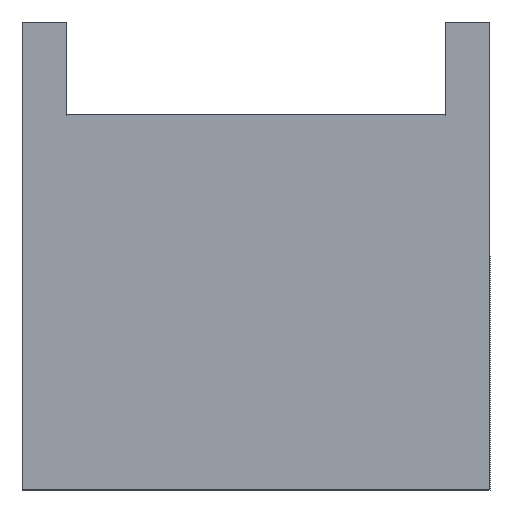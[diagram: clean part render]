
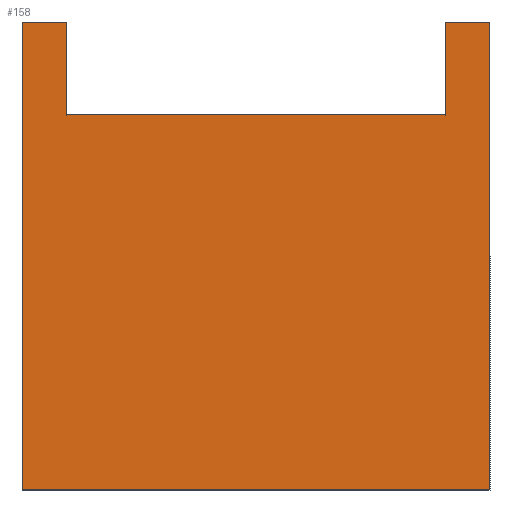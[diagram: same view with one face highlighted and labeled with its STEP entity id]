
A CAD part, left-side view. The second image highlights one B-rep face of the part: STEP entity #158.
In plain terms, the highlighted planar face has unit normal (-1, 0, 0).
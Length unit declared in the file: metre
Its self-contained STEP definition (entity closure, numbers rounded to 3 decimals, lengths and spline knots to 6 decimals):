
#12=ORIENTED_EDGE('',*,*,#54,.T.);
#13=ORIENTED_EDGE('',*,*,#55,.T.);
#14=ORIENTED_EDGE('',*,*,#56,.F.);
#15=ORIENTED_EDGE('',*,*,#57,.F.);
#16=ORIENTED_EDGE('',*,*,#58,.T.);
#17=ORIENTED_EDGE('',*,*,#59,.T.);
#18=ORIENTED_EDGE('',*,*,#60,.F.);
#19=ORIENTED_EDGE('',*,*,#61,.F.);
#54=EDGE_CURVE('',#75,#76,#89,.T.);
#55=EDGE_CURVE('',#76,#77,#90,.T.);
#56=EDGE_CURVE('',#78,#77,#91,.T.);
#57=EDGE_CURVE('',#79,#78,#92,.T.);
#58=EDGE_CURVE('',#79,#80,#93,.T.);
#59=EDGE_CURVE('',#80,#81,#94,.T.);
#60=EDGE_CURVE('',#82,#81,#95,.T.);
#61=EDGE_CURVE('',#75,#82,#96,.T.);
#75=VERTEX_POINT('',#233);
#76=VERTEX_POINT('',#234);
#77=VERTEX_POINT('',#236);
#78=VERTEX_POINT('',#238);
#79=VERTEX_POINT('',#240);
#80=VERTEX_POINT('',#242);
#81=VERTEX_POINT('',#244);
#82=VERTEX_POINT('',#246);
#89=LINE('',#232,#110);
#90=LINE('',#235,#111);
#91=LINE('',#237,#112);
#92=LINE('',#239,#113);
#93=LINE('',#241,#114);
#94=LINE('',#243,#115);
#95=LINE('',#245,#116);
#96=LINE('',#247,#117);
#110=VECTOR('',#193,1.);
#111=VECTOR('',#194,1.);
#112=VECTOR('',#195,1.);
#113=VECTOR('',#196,1.);
#114=VECTOR('',#197,1.);
#115=VECTOR('',#198,1.);
#116=VECTOR('',#199,1.);
#117=VECTOR('',#200,1.);
#131=EDGE_LOOP('',(#12,#13,#14,#15,#16,#17,#18,#19));
#140=FACE_BOUND('',#131,.T.);
#149=PLANE('',#180);
#158=ADVANCED_FACE('',(#140),#149,.F.);
#180=AXIS2_PLACEMENT_3D('',#231,#191,#192);
#191=DIRECTION('',(1.,0.,0.));
#192=DIRECTION('',(0.,0.,-1.));
#193=DIRECTION('',(0.,1.,0.));
#194=DIRECTION('',(0.,0.,-1.));
#195=DIRECTION('',(0.,-1.,0.));
#196=DIRECTION('',(0.,0.,-1.));
#197=DIRECTION('',(0.,1.,0.));
#198=DIRECTION('',(0.,0.,-1.));
#199=DIRECTION('',(0.,1.,0.));
#200=DIRECTION('',(0.,0.,-1.));
#231=CARTESIAN_POINT('',(-0.05,-0.1,0.05));
#232=CARTESIAN_POINT('',(-0.05,-0.1,0.1));
#233=CARTESIAN_POINT('',(-0.05,-0.1,0.1));
#234=CARTESIAN_POINT('',(-0.05,-0.0905,0.1));
#235=CARTESIAN_POINT('',(-0.05,-0.0905,0.05));
#236=CARTESIAN_POINT('',(-0.05,-0.0905,0.080201));
#237=CARTESIAN_POINT('',(-0.05,-0.1,0.080201));
#238=CARTESIAN_POINT('',(-0.05,-0.0095,0.080201));
#239=CARTESIAN_POINT('',(-0.05,-0.0095,0.05));
#240=CARTESIAN_POINT('',(-0.05,-0.0095,0.1));
#241=CARTESIAN_POINT('',(-0.05,-0.1,0.1));
#242=CARTESIAN_POINT('',(-0.05,0.,0.1));
#243=CARTESIAN_POINT('',(-0.05,0.,0.05));
#244=CARTESIAN_POINT('',(-0.05,0.,0.));
#245=CARTESIAN_POINT('',(-0.05,-0.1,0.));
#246=CARTESIAN_POINT('',(-0.05,-0.1,0.));
#247=CARTESIAN_POINT('',(-0.05,-0.1,0.05));
